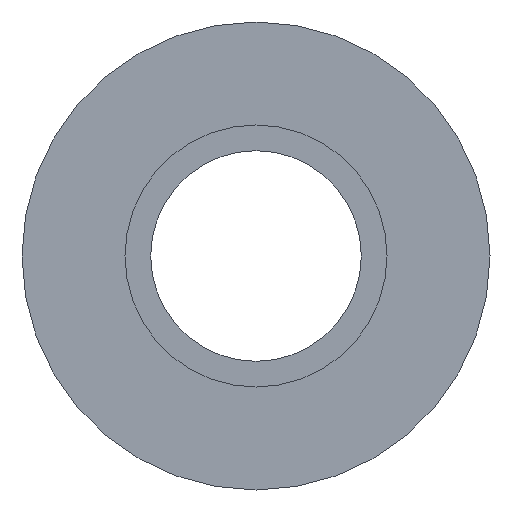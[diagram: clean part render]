
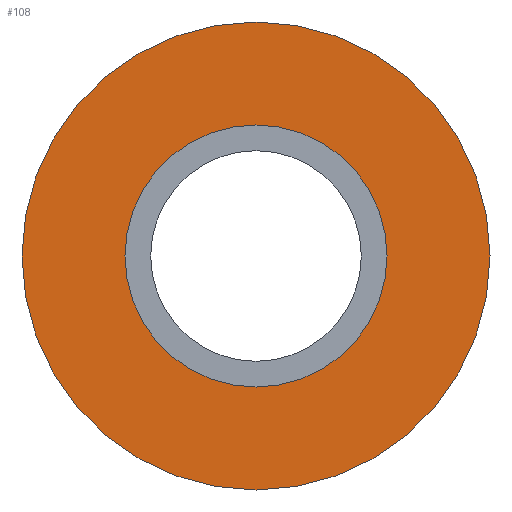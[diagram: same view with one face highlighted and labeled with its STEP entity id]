
A CAD part, front view. The second image highlights one B-rep face of the part: STEP entity #108.
In plain terms, the highlighted planar face has unit normal (0, -1, 0).
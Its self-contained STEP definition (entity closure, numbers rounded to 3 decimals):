
#15=FACE_BOUND('',#33,.T.);
#19=PLANE('',#141);
#24=FACE_OUTER_BOUND('',#32,.T.);
#32=EDGE_LOOP('',(#83));
#33=EDGE_LOOP('',(#84));
#52=CIRCLE('',#140,2.8);
#53=CIRCLE('',#142,5.);
#60=VERTEX_POINT('',#196);
#61=VERTEX_POINT('',#200);
#69=EDGE_CURVE('',#60,#60,#52,.T.);
#70=EDGE_CURVE('',#61,#61,#53,.T.);
#83=ORIENTED_EDGE('',*,*,#70,.F.);
#84=ORIENTED_EDGE('',*,*,#69,.T.);
#108=ADVANCED_FACE('',(#24,#15),#19,.T.);
#140=AXIS2_PLACEMENT_3D('',#198,#161,#162);
#141=AXIS2_PLACEMENT_3D('',#199,#163,#164);
#142=AXIS2_PLACEMENT_3D('',#201,#165,#166);
#161=DIRECTION('center_axis',(0.,1.,0.));
#162=DIRECTION('ref_axis',(1.,0.,0.));
#163=DIRECTION('center_axis',(0.,-1.,0.));
#164=DIRECTION('ref_axis',(0.,0.,-1.));
#165=DIRECTION('center_axis',(0.,1.,0.));
#166=DIRECTION('ref_axis',(1.,0.,0.));
#196=CARTESIAN_POINT('',(-2.8,-31.5,0.));
#198=CARTESIAN_POINT('Origin',(0.,-31.5,0.));
#199=CARTESIAN_POINT('Origin',(5.,-31.5,0.));
#200=CARTESIAN_POINT('',(-5.,-31.5,0.));
#201=CARTESIAN_POINT('Origin',(0.,-31.5,0.));
